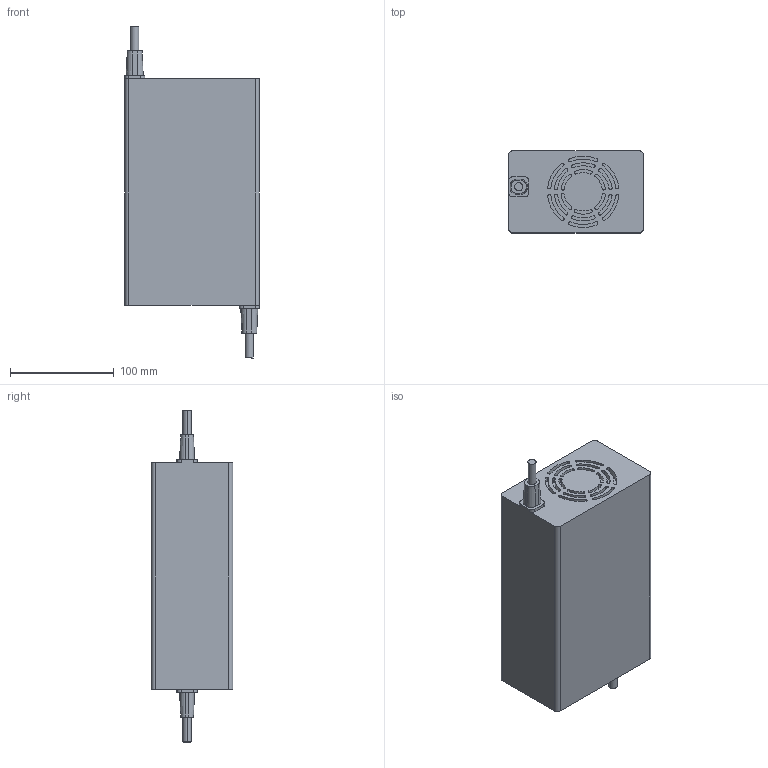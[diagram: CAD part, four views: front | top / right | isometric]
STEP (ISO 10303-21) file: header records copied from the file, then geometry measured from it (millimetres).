
FILE_DESCRIPTION (( 'STEP AP214' ), '1' );
FILE_NAME ('B-108-034-rev-A.STEP', '2021-09-24T06:16:01', ( '' ), ( '' ), 'SwSTEP 2.0', 'SolidWorks 2021', '' );
FILE_SCHEMA (( 'AUTOMOTIVE_DESIGN' ));
Length unit declared in the file: millimetre
Products named in the file (1): B-108-034-rev-A
Bounding box: 130 x 79 x 320 mm (x, y, z)
Volume: 2243009.2 mm3; surface area: 118493.7 mm2
Topology: 1 solids, 1 shells, 230 faces, 618 edges, 412 vertices
Faces by surface type: cylinder 142, plane 80, cone 8
Entity records: 7376 total; most frequent: DIRECTION 1380, CARTESIAN_POINT 1261, ORIENTED_EDGE 1236, EDGE_CURVE 618, AXIS2_PLACEMENT_3D 531, VERTEX_POINT 412, VECTOR 318, LINE 318
